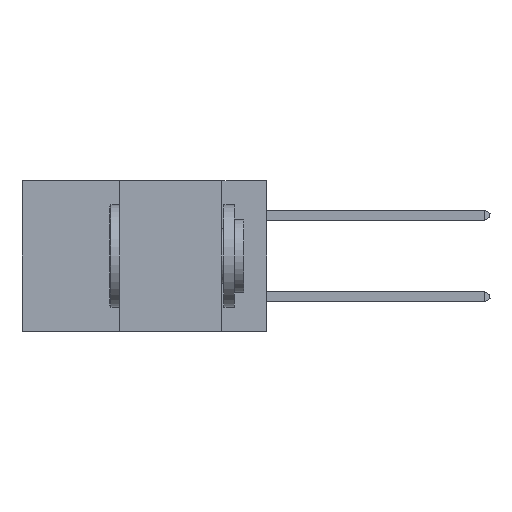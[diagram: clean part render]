
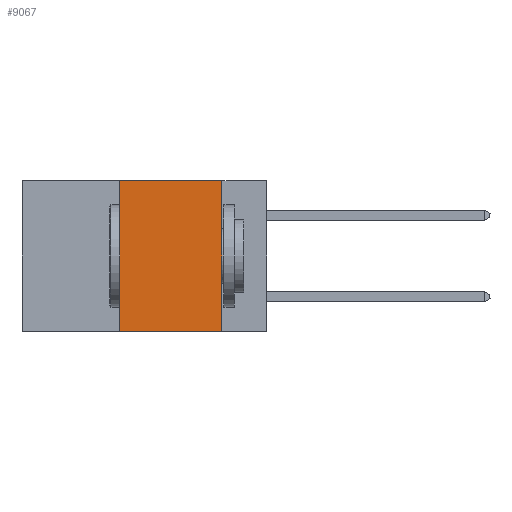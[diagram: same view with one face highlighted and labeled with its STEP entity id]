
A CAD part, left-side view. The second image highlights one B-rep face of the part: STEP entity #9067.
In plain terms, the highlighted planar face has unit normal (-1, 0, 0).
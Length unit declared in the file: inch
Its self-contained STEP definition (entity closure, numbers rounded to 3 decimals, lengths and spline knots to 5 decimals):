
#1573 = DIRECTION ( 'NONE',  ( 0., 0., 1. ) ) ;
#2196 = VERTEX_POINT ( 'NONE', #22673 ) ;
#2900 = VERTEX_POINT ( 'NONE', #16350 ) ;
#3305 = DIRECTION ( 'NONE',  ( 1., 0., 0. ) ) ;
#4362 = AXIS2_PLACEMENT_3D ( 'NONE', #21768, #3305, #24832 ) ;
#4660 = LINE ( 'NONE', #9871, #20050 ) ;
#5386 = DIRECTION ( 'NONE',  ( 0., -1., 0. ) ) ;
#5850 = VECTOR ( 'NONE', #5386, 39.37008 ) ;
#9067 = ADVANCED_FACE ( 'NONE', ( #28500 ), #33868, .F. ) ;
#9383 = VECTOR ( 'NONE', #1573, 39.37008 ) ;
#9871 = CARTESIAN_POINT ( 'NONE',  ( 0., 0.11, 0. ) ) ;
#10563 = VERTEX_POINT ( 'NONE', #34861 ) ;
#11564 = CARTESIAN_POINT ( 'NONE',  ( 0., 0.6, -0.37 ) ) ;
#11781 = ORIENTED_EDGE ( 'NONE', *, *, #19691, .F. ) ;
#12547 = VECTOR ( 'NONE', #14633, 39.37008 ) ;
#12978 = DIRECTION ( 'NONE',  ( 0., 0., -1. ) ) ;
#13108 = EDGE_LOOP ( 'NONE', ( #35193, #11781, #13699, #29965 ) ) ;
#13699 = ORIENTED_EDGE ( 'NONE', *, *, #15894, .F. ) ;
#14633 = DIRECTION ( 'NONE',  ( 0., -1., 0. ) ) ;
#15114 = EDGE_CURVE ( 'NONE', #2900, #10563, #4660, .T. ) ;
#15894 = EDGE_CURVE ( 'NONE', #2196, #35087, #34773, .T. ) ;
#16350 = CARTESIAN_POINT ( 'NONE',  ( 0., 0.11, 0. ) ) ;
#16962 = CARTESIAN_POINT ( 'NONE',  ( 0., 0.36, 0. ) ) ;
#19691 = EDGE_CURVE ( 'NONE', #35087, #2900, #30299, .T. ) ;
#20050 = VECTOR ( 'NONE', #12978, 39.37008 ) ;
#21768 = CARTESIAN_POINT ( 'NONE',  ( 0., 0.6, 0. ) ) ;
#22230 = CARTESIAN_POINT ( 'NONE',  ( 0., 0.36, 0. ) ) ;
#22673 = CARTESIAN_POINT ( 'NONE',  ( 0., 0.36, -0.37 ) ) ;
#24832 = DIRECTION ( 'NONE',  ( 0., 0., -1. ) ) ;
#28500 = FACE_OUTER_BOUND ( 'NONE', #13108, .T. ) ;
#29965 = ORIENTED_EDGE ( 'NONE', *, *, #34039, .T. ) ;
#30299 = LINE ( 'NONE', #35892, #5850 ) ;
#33868 = PLANE ( 'NONE',  #4362 ) ;
#34039 = EDGE_CURVE ( 'NONE', #2196, #10563, #37841, .T. ) ;
#34773 = LINE ( 'NONE', #16962, #9383 ) ;
#34861 = CARTESIAN_POINT ( 'NONE',  ( 0., 0.11, -0.37 ) ) ;
#35087 = VERTEX_POINT ( 'NONE', #22230 ) ;
#35193 = ORIENTED_EDGE ( 'NONE', *, *, #15114, .F. ) ;
#35892 = CARTESIAN_POINT ( 'NONE',  ( 0., 0.6, 0. ) ) ;
#37841 = LINE ( 'NONE', #11564, #12547 ) ;
